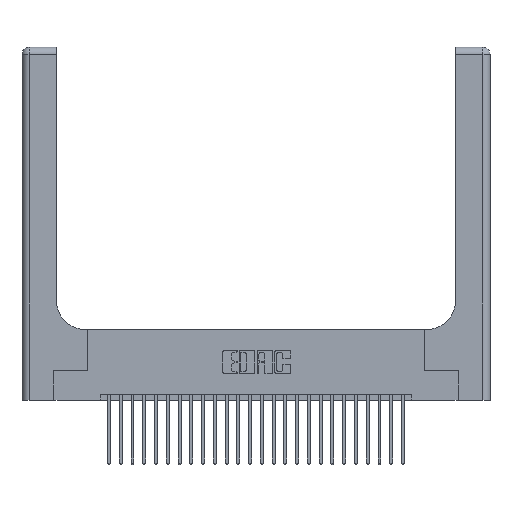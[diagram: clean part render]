
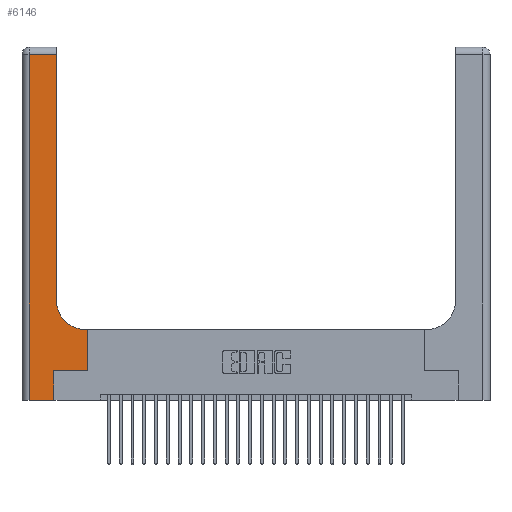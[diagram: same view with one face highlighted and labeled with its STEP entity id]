
A CAD part, top view. The second image highlights one B-rep face of the part: STEP entity #6146.
In plain terms, the highlighted planar face has unit normal (0, 0, 1).
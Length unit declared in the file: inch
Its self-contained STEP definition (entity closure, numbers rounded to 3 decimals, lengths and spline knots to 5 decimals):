
#80 = VERTEX_POINT ( 'NONE', #17543 ) ;
#534 = ORIENTED_EDGE ( 'NONE', *, *, #12735, .T. ) ;
#1200 = DIRECTION ( 'NONE',  ( 1., 0., 0. ) ) ;
#1202 = CARTESIAN_POINT ( 'NONE',  ( 0.5585, 0.6, 0.37 ) ) ;
#1677 = CARTESIAN_POINT ( 'NONE',  ( 0., 3., 0.37 ) ) ;
#1724 = VERTEX_POINT ( 'NONE', #15728 ) ;
#1906 = ORIENTED_EDGE ( 'NONE', *, *, #8321, .T. ) ;
#3090 = ORIENTED_EDGE ( 'NONE', *, *, #20119, .T. ) ;
#3265 = DIRECTION ( 'NONE',  ( 0., -1., 0. ) ) ;
#3320 = VERTEX_POINT ( 'NONE', #10301 ) ;
#3519 = VECTOR ( 'NONE', #23955, 39.37008 ) ;
#3535 = CARTESIAN_POINT ( 'NONE',  ( 0.269, 0., 0.37 ) ) ;
#3990 = EDGE_LOOP ( 'NONE', ( #6705, #8160, #534, #1906, #25553, #3090, #12236, #17480, #10140 ) ) ;
#4963 = VECTOR ( 'NONE', #13219, 39.37008 ) ;
#5200 = VECTOR ( 'NONE', #16300, 39.37008 ) ;
#5322 = VECTOR ( 'NONE', #5932, 39.37008 ) ;
#5764 = CARTESIAN_POINT ( 'NONE',  ( 0.5585, 0.25, 0.37 ) ) ;
#5932 = DIRECTION ( 'NONE',  ( 0., 1., 0. ) ) ;
#6146 = ADVANCED_FACE ( 'NONE', ( #18718 ), #8191, .F. ) ;
#6489 = CARTESIAN_POINT ( 'NONE',  ( 0.2915, 0.85, 0.37 ) ) ;
#6705 = ORIENTED_EDGE ( 'NONE', *, *, #25847, .T. ) ;
#7328 = LINE ( 'NONE', #15111, #25367 ) ;
#7783 = EDGE_CURVE ( 'NONE', #80, #19471, #22281, .T. ) ;
#7875 = DIRECTION ( 'NONE',  ( -1., 0., 0. ) ) ;
#8160 = ORIENTED_EDGE ( 'NONE', *, *, #27569, .T. ) ;
#8191 = PLANE ( 'NONE',  #17546 ) ;
#8321 = EDGE_CURVE ( 'NONE', #1724, #80, #26274, .T. ) ;
#9804 = LINE ( 'NONE', #12379, #16113 ) ;
#9961 = CARTESIAN_POINT ( 'NONE',  ( 0.2915, 3., 0.37 ) ) ;
#10140 = ORIENTED_EDGE ( 'NONE', *, *, #22384, .T. ) ;
#10150 = EDGE_CURVE ( 'NONE', #16025, #20307, #9804, .T. ) ;
#10301 = CARTESIAN_POINT ( 'NONE',  ( 0.06, 2.94, 0.37 ) ) ;
#10660 = LINE ( 'NONE', #22133, #4963 ) ;
#10729 = CARTESIAN_POINT ( 'NONE',  ( 0.269, 0.25, 0.37 ) ) ;
#10969 = EDGE_CURVE ( 'NONE', #19454, #16025, #25467, .T. ) ;
#12236 = ORIENTED_EDGE ( 'NONE', *, *, #10969, .T. ) ;
#12379 = CARTESIAN_POINT ( 'NONE',  ( 0.2915, 0.6, 0.37 ) ) ;
#12472 = DIRECTION ( 'NONE',  ( -1., 0., 0. ) ) ;
#12735 = EDGE_CURVE ( 'NONE', #3320, #1724, #7328, .T. ) ;
#13044 = CARTESIAN_POINT ( 'NONE',  ( 0., 0., 0.37 ) ) ;
#13219 = DIRECTION ( 'NONE',  ( 1., 0., 0. ) ) ;
#15111 = CARTESIAN_POINT ( 'NONE',  ( 0.06, 3., 0.37 ) ) ;
#15473 = AXIS2_PLACEMENT_3D ( 'NONE', #20535, #16259, #1200 ) ;
#15728 = CARTESIAN_POINT ( 'NONE',  ( 0.06, 0., 0.37 ) ) ;
#16012 = CARTESIAN_POINT ( 'NONE',  ( 0.2915, 2.94, 0.37 ) ) ;
#16025 = VERTEX_POINT ( 'NONE', #1202 ) ;
#16113 = VECTOR ( 'NONE', #27618, 39.37008 ) ;
#16259 = DIRECTION ( 'NONE',  ( 0., 0., -1. ) ) ;
#16300 = DIRECTION ( 'NONE',  ( 0., 1., 0. ) ) ;
#16687 = CARTESIAN_POINT ( 'NONE',  ( 0., 2.94, 0.37 ) ) ;
#17287 = VERTEX_POINT ( 'NONE', #16012 ) ;
#17480 = ORIENTED_EDGE ( 'NONE', *, *, #10150, .T. ) ;
#17543 = CARTESIAN_POINT ( 'NONE',  ( 0.269, 0., 0.37 ) ) ;
#17546 = AXIS2_PLACEMENT_3D ( 'NONE', #1677, #22862, #12472 ) ;
#18718 = FACE_OUTER_BOUND ( 'NONE', #3990, .T. ) ;
#19257 = CIRCLE ( 'NONE', #15473, 0.25 ) ;
#19454 = VERTEX_POINT ( 'NONE', #23568 ) ;
#19471 = VERTEX_POINT ( 'NONE', #10729 ) ;
#20119 = EDGE_CURVE ( 'NONE', #19471, #19454, #10660, .T. ) ;
#20307 = VERTEX_POINT ( 'NONE', #24549 ) ;
#20535 = CARTESIAN_POINT ( 'NONE',  ( 0.5415, 0.85, 0.37 ) ) ;
#22133 = CARTESIAN_POINT ( 'NONE',  ( 0.269, 0.25, 0.37 ) ) ;
#22281 = LINE ( 'NONE', #3535, #5200 ) ;
#22288 = VECTOR ( 'NONE', #7875, 39.37008 ) ;
#22384 = EDGE_CURVE ( 'NONE', #20307, #24190, #19257, .T. ) ;
#22786 = VECTOR ( 'NONE', #22885, 39.37008 ) ;
#22862 = DIRECTION ( 'NONE',  ( 0., 0., -1. ) ) ;
#22885 = DIRECTION ( 'NONE',  ( 0., 1., 0. ) ) ;
#23062 = LINE ( 'NONE', #9961, #5322 ) ;
#23568 = CARTESIAN_POINT ( 'NONE',  ( 0.5585, 0.25, 0.37 ) ) ;
#23955 = DIRECTION ( 'NONE',  ( 1., 0., 0. ) ) ;
#24190 = VERTEX_POINT ( 'NONE', #6489 ) ;
#24549 = CARTESIAN_POINT ( 'NONE',  ( 0.5415, 0.6, 0.37 ) ) ;
#25293 = LINE ( 'NONE', #16687, #22288 ) ;
#25367 = VECTOR ( 'NONE', #3265, 39.37008 ) ;
#25467 = LINE ( 'NONE', #5764, #22786 ) ;
#25553 = ORIENTED_EDGE ( 'NONE', *, *, #7783, .T. ) ;
#25847 = EDGE_CURVE ( 'NONE', #24190, #17287, #23062, .T. ) ;
#26274 = LINE ( 'NONE', #13044, #3519 ) ;
#27569 = EDGE_CURVE ( 'NONE', #17287, #3320, #25293, .T. ) ;
#27618 = DIRECTION ( 'NONE',  ( -1., 0., 0. ) ) ;
